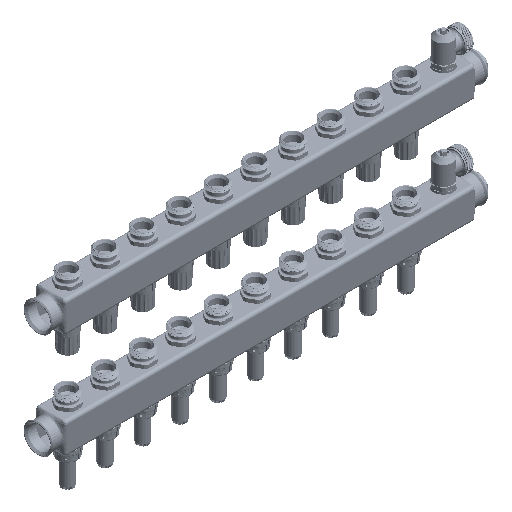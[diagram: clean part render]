
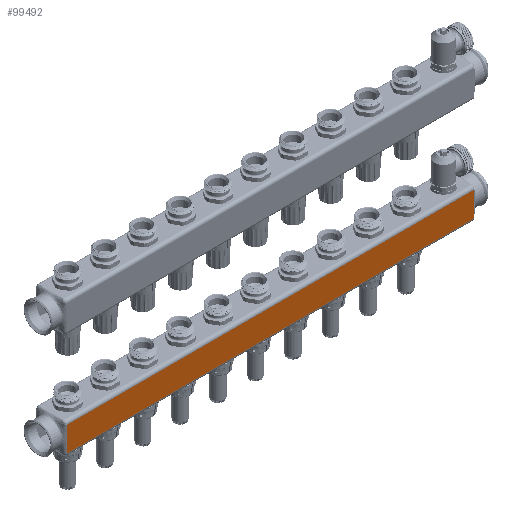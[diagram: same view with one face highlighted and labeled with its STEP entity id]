
A CAD part, isometric view. The second image highlights one B-rep face of the part: STEP entity #99492.
In plain terms, the highlighted planar face has unit normal (0, -1, 0).
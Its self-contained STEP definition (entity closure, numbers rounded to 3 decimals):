
#93982=CARTESIAN_POINT('',(19.869,-20.,
16.5));
#94149=CARTESIAN_POINT('',(19.869,-20.,
16.5));
#94150=CARTESIAN_POINT('',(19.831,-20.,
15.605));
#94151=CARTESIAN_POINT('',(19.74,-20.,
13.713));
#94152=CARTESIAN_POINT('',(19.547,-20.,
10.515));
#94153=CARTESIAN_POINT('',(19.336,-20.,
7.104));
#94154=CARTESIAN_POINT('',(19.203,-20.,
3.548));
#94155=CARTESIAN_POINT('',(19.165,-20.,
-0.061));
#94156=CARTESIAN_POINT('',(19.206,-20.,
-3.668));
#94157=CARTESIAN_POINT('',(19.342,-20.,
-7.215));
#94158=CARTESIAN_POINT('',(19.552,-20.,
-10.605));
#94159=CARTESIAN_POINT('',(19.743,-20.,
-13.768));
#94160=CARTESIAN_POINT('',(19.831,-20.,
-15.626));
#94161=CARTESIAN_POINT('',(19.869,-20.,
-16.5));
#94163=CARTESIAN_POINT('',(19.869,-20.,
-16.5));
#94169=CARTESIAN_POINT('',(560.131,-20.,16.5));
#94170=CARTESIAN_POINT('',(560.131,-20.,16.5));
#94171=CARTESIAN_POINT('',(560.164,-20.,
15.741));
#94172=CARTESIAN_POINT('',(560.232,-20.,
14.293));
#94173=CARTESIAN_POINT('',(560.349,-20.,
12.228));
#94174=CARTESIAN_POINT('',(560.465,-20.,
10.341));
#94175=CARTESIAN_POINT('',(560.574,-20.,8.551));
#94176=CARTESIAN_POINT('',(560.669,-20.,
6.776));
#94177=CARTESIAN_POINT('',(560.744,-20.,4.983));
#94178=CARTESIAN_POINT('',(560.793,-20.,3.2));
#94179=CARTESIAN_POINT('',(560.819,-20.,1.45));
#94180=CARTESIAN_POINT('',(560.825,-20.,-0.292));
#94181=CARTESIAN_POINT('',(560.812,-20.,-2.061));
#94182=CARTESIAN_POINT('',(560.777,-20.,-3.865));
#94183=CARTESIAN_POINT('',(560.719,-20.,-5.653));
#94184=CARTESIAN_POINT('',(560.64,-20.,-7.346));
#94185=CARTESIAN_POINT('',(560.552,-20.,-8.914));
#94186=CARTESIAN_POINT('',(560.462,-20.,
-10.391));
#94187=CARTESIAN_POINT('',(560.372,-20.,-11.844));
#94188=CARTESIAN_POINT('',(560.286,-20.,
-13.326));
#94189=CARTESIAN_POINT('',(560.204,-20.,
-14.881));
#94190=CARTESIAN_POINT('',(560.155,-20.,
-15.945));
#94191=CARTESIAN_POINT('',(560.131,-20.,-16.5));
#94192=CARTESIAN_POINT('',(560.131,-20.,-16.5));
#94194=DIRECTION('',(-1.,0.,0.));
#94195=VECTOR('',#94194,540.263);
#94196=CARTESIAN_POINT('',(560.131,-20.,
-16.5));
#94197=LINE('',#94196,#94195);
#95383=DIRECTION('',(-1.,0.,0.));
#95384=VECTOR('',#95383,540.263);
#95385=CARTESIAN_POINT('',(560.131,-20.,
16.5));
#95386=LINE('',#95385,#95384);
#97809=VERTEX_POINT('',#93982);
#97824=VERTEX_POINT('',#94163);
#97826=VERTEX_POINT('',#94169);
#97827=VERTEX_POINT('',#94192);
#99478=CARTESIAN_POINT('',(290.,-20.,0.));
#99479=DIRECTION('',(0.,1.,0.));
#99480=DIRECTION('',(1.,0.,0.));
#99481=AXIS2_PLACEMENT_3D('',#99478,#99479,#99480);
#99482=PLANE('',#99481);
#99484=ORIENTED_EDGE('',*,*,#99483,.T.);
#99486=ORIENTED_EDGE('',*,*,#99485,.T.);
#99487=ORIENTED_EDGE('',*,*,#99472,.F.);
#99489=ORIENTED_EDGE('',*,*,#99488,.F.);
#99490=EDGE_LOOP('',(#99484,#99486,#99487,#99489));
#99491=FACE_OUTER_BOUND('',#99490,.F.);
#99492=ADVANCED_FACE('',(#99491),#99482,.F.);
#94162=B_SPLINE_CURVE_WITH_KNOTS('',3,(#94149,#94150,#94151,#94152,#94153,
#94154,#94155,#94156,#94157,#94158,#94159,#94160,#94161),.UNSPECIFIED.,.F.,.F.,(
4,1,1,1,1,1,1,1,1,1,4),(0.,0.1,0.2,0.3,0.4,0.5,0.6,0.7,0.8,
0.9,1.),.UNSPECIFIED.);
#94193=B_SPLINE_CURVE_WITH_KNOTS('',3,(#94169,#94170,#94171,#94172,#94173,
#94174,#94175,#94176,#94177,#94178,#94179,#94180,#94181,#94182,#94183,#94184,
#94185,#94186,#94187,#94188,#94189,#94190,#94191,#94192),.UNSPECIFIED.,.F.,.F.,(
4,1,1,1,1,1,1,1,1,1,1,1,1,1,1,1,1,1,1,1,1,4),(0.,0.,
0.069,0.131,0.187,0.24,
0.294,0.349,0.404,0.456,
0.508,0.562,0.617,0.672,
0.725,0.772,0.816,0.86,
0.904,0.95,1.,1.),.UNSPECIFIED.);
#99472=EDGE_CURVE('',#97809,#97824,#94162,.T.);
#99483=EDGE_CURVE('',#97826,#97827,#94193,.T.);
#99485=EDGE_CURVE('',#97827,#97824,#94197,.T.);
#99488=EDGE_CURVE('',#97826,#97809,#95386,.T.);
